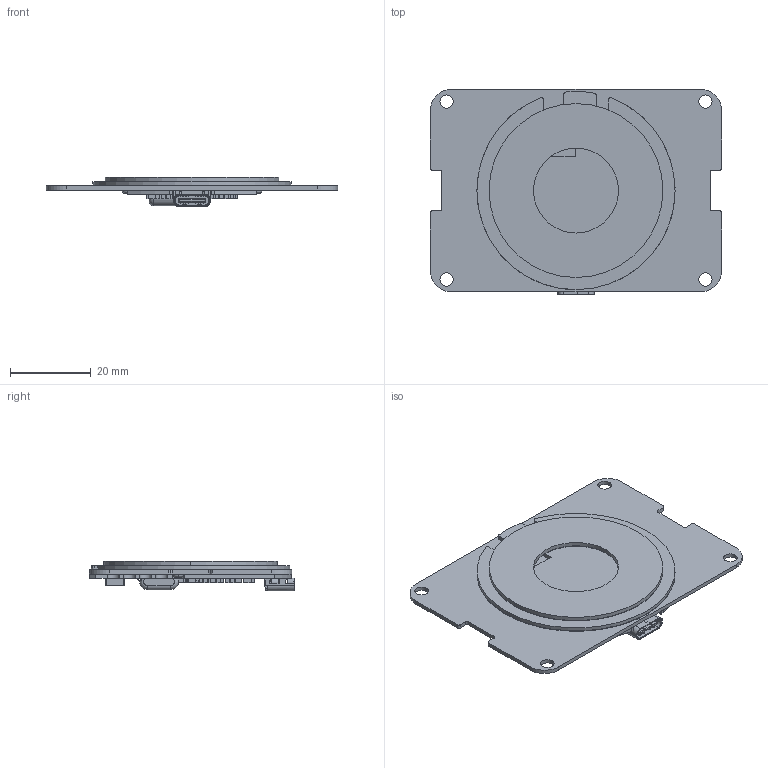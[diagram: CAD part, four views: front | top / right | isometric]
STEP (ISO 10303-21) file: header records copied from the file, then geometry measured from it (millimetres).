
FILE_DESCRIPTION((''),'2;1');
FILE_NAME('U10QT-6071A_ASM_ASM_ASM','2025-05-29T16:29:37',('刘威'),(''),'CREO PARAMETRIC BY PTC INC, 2023073','CREO PARAMETRIC BY PTC INC, 2023073','');
FILE_SCHEMA(('CONFIG_CONTROL_DESIGN','SHAPE_APPEARANCE_LAYERS_GROUPS'));
Length unit declared in the file: millimetre
Products named in the file (14): MANIFOLD_SOLID_BREP_619_1_1; MANIFOLD_SOLID_BREP_620_1_1; MANIFOLD_SOLID_BREP_621_1_1; USER13E01112DB7B_ASM_1_ASM_1_AS_ASM; SMALL_ASM_ASM_1_ASM_ASM; TX_MAX_1; 0039-PCB_1; ICC_1; W-11162X031-TYPE-CF-SMT-16PIN-T; PCB_0039_ASM_1_ASM_ASM; U10QT-6070A_ASM_1_ASM_ASM; U10QT-6070A_ASM_ASM_ASM; LB; U10QT-6071A_ASM_ASM_ASM
Assembly tree (13 placements, depth 6):
  U10QT-6071A_ASM_ASM_ASM
    U10QT-6070A_ASM_ASM_ASM
      U10QT-6070A_ASM_1_ASM_ASM
        SMALL_ASM_ASM_1_ASM_ASM
          USER13E01112DB7B_ASM_1_ASM_1_AS_ASM
            MANIFOLD_SOLID_BREP_619_1_1
            MANIFOLD_SOLID_BREP_620_1_1
            MANIFOLD_SOLID_BREP_621_1_1
        TX_MAX_1
        PCB_0039_ASM_1_ASM_ASM
          0039-PCB_1
          ICC_1
          W-11162X031-TYPE-CF-SMT-16PIN-T
    LB
Bounding box: 72 x 50.7 x 7.39 mm (x, y, z)
Volume: 8439.6 mm3; surface area: 23389 mm2
Topology: 8 solids, 34 shells, 1544 faces, 4159 edges, 2705 vertices
Faces by surface type: plane 1080, cylinder 382, cone 50, bspline 24, torus 8
Entity records: 53100 total; most frequent: CARTESIAN_POINT 11310, ORIENTED_EDGE 8290, DIRECTION 8029, EDGE_CURVE 4145, VECTOR 3079, LINE 3079, VERTEX_POINT 2688, AXIS2_PLACEMENT_3D 2475
